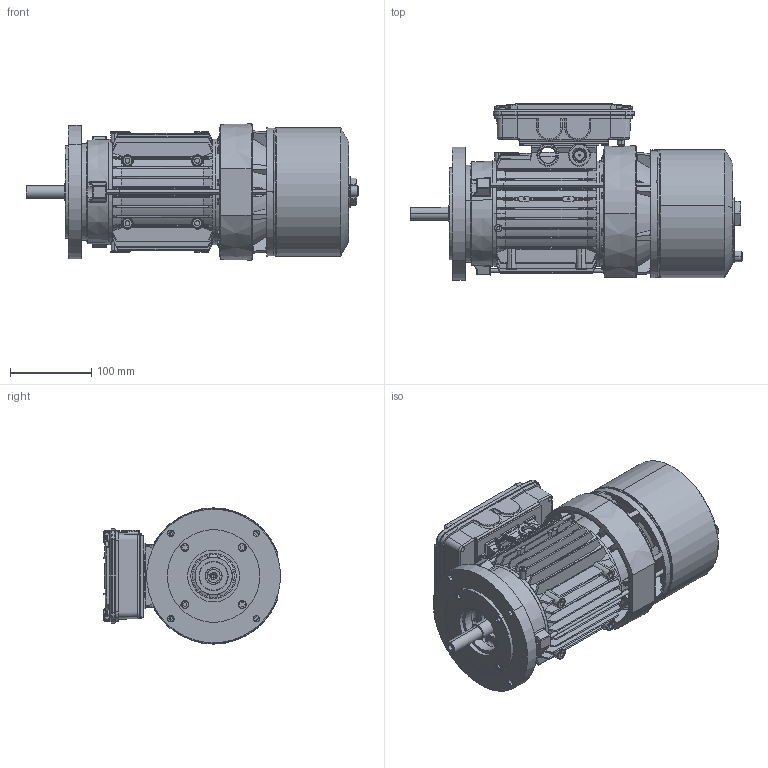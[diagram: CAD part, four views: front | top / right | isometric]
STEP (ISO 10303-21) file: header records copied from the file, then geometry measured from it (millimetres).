
FILE_DESCRIPTION (( 'STEP AP214' ), '1' );
FILE_NAME ('18IC.STEP', '2024-04-23T22:24:16', ( '' ), ( '' ), 'SwSTEP 2.0', 'SolidWorks 2021', '' );
FILE_SCHEMA (( 'AUTOMOTIVE_DESIGN' ));
Length unit declared in the file: inch
Products named in the file (1): 18IC
Bounding box: 409.65 x 217.69 x 168 mm (x, y, z)
Volume: 1572343.1 mm3; surface area: 867307.9 mm2
Topology: 26 solids, 34 shells, 3575 faces, 9620 edges, 6143 vertices
Faces by surface type: plane 1231, cylinder 1060, bspline 840, cone 444
Entity records: 150362 total; most frequent: CARTESIAN_POINT 67614, ORIENTED_EDGE 19110, DIRECTION 14810, EDGE_CURVE 9555, VERTEX_POINT 6144, AXIS2_PLACEMENT_3D 5479, EDGE_LOOP 3865, VECTOR 3852
